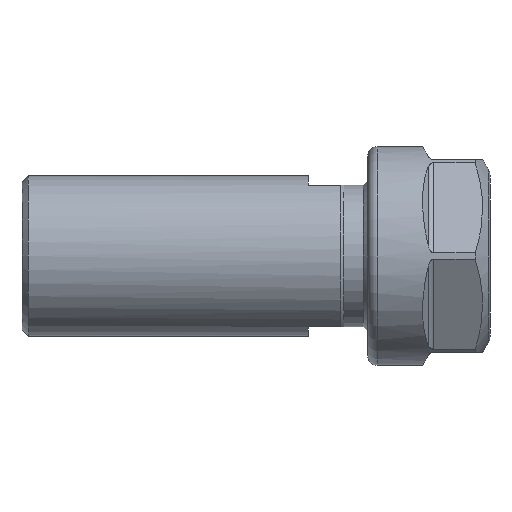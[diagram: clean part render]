
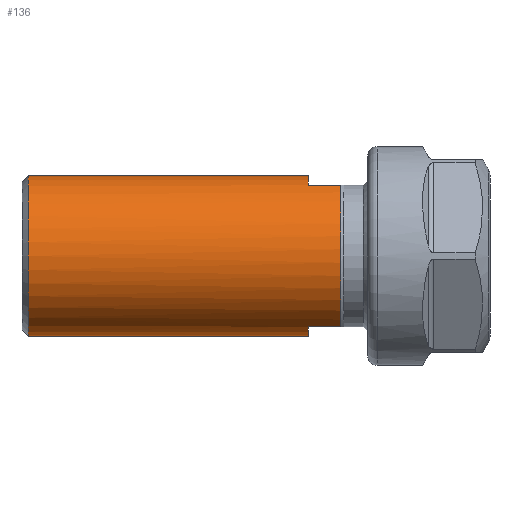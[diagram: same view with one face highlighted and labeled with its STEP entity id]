
A CAD part, front view. The second image highlights one B-rep face of the part: STEP entity #136.
In plain terms, the highlighted cylindrical face has radius 12.5 mm (diameter 25 mm), a partial arc.
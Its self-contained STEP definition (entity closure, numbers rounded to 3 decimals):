
#136 = ADVANCED_FACE ( 'NONE', ( #4210 ), #4185, .T. ) ;
#394 = VERTEX_POINT ( 'NONE', #10692 ) ;
#397 = VERTEX_POINT ( 'NONE', #10690 ) ;
#443 = VERTEX_POINT ( 'NONE', #10768 ) ;
#460 = VERTEX_POINT ( 'NONE', #10834 ) ;
#466 = VERTEX_POINT ( 'NONE', #10790 ) ;
#475 = VERTEX_POINT ( 'NONE', #10792 ) ;
#509 = VERTEX_POINT ( 'NONE', #10900 ) ;
#511 = VERTEX_POINT ( 'NONE', #10884 ) ;
#709 = EDGE_CURVE ( 'NONE', #397, #475, #6542, .T. ) ;
#723 = EDGE_CURVE ( 'NONE', #466, #475, #6526, .T. ) ;
#738 = EDGE_CURVE ( 'NONE', #443, #460, #6536, .T. ) ;
#739 = EDGE_CURVE ( 'NONE', #397, #511, #6537, .T. ) ;
#745 = EDGE_CURVE ( 'NONE', #460, #511, #6505, .T. ) ;
#763 = EDGE_CURVE ( 'NONE', #394, #466, #1471, .T. ) ;
#771 = EDGE_CURVE ( 'NONE', #509, #394, #1400, .T. ) ;
#773 = EDGE_CURVE ( 'NONE', #509, #443, #1399, .T. ) ;
#1399 = LINE ( 'NONE', #8768, #1402 ) ;
#1400 = CIRCLE ( 'NONE', #6697, 12.5 ) ;
#1402 = VECTOR ( 'NONE', #8755, 1000. ) ;
#1461 = VECTOR ( 'NONE', #8527, 1000. ) ;
#1471 = LINE ( 'NONE', #8497, #1461 ) ;
#1596 = AXIS2_PLACEMENT_3D ( 'NONE', #2805, #2782, #2792 ) ;
#1927 = EDGE_LOOP ( 'NONE', ( #1999, #2040, #2053, #2058, #2106, #2072, #2042, #2091 ) ) ;
#1999 = ORIENTED_EDGE ( 'NONE', *, *, #763, .F. ) ;
#2040 = ORIENTED_EDGE ( 'NONE', *, *, #771, .F. ) ;
#2042 = ORIENTED_EDGE ( 'NONE', *, *, #709, .T. ) ;
#2053 = ORIENTED_EDGE ( 'NONE', *, *, #773, .T. ) ;
#2058 = ORIENTED_EDGE ( 'NONE', *, *, #738, .T. ) ;
#2072 = ORIENTED_EDGE ( 'NONE', *, *, #739, .F. ) ;
#2091 = ORIENTED_EDGE ( 'NONE', *, *, #723, .F. ) ;
#2106 = ORIENTED_EDGE ( 'NONE', *, *, #745, .T. ) ;
#2782 = DIRECTION ( 'NONE',  ( -1., 0., 0. ) ) ;
#2792 = DIRECTION ( 'NONE',  ( 0., 0., 1. ) ) ;
#2805 = CARTESIAN_POINT ( 'NONE',  ( -45.243, 0., 0. ) ) ;
#4185 = CYLINDRICAL_SURFACE ( 'NONE', #1596, 12.5 ) ;
#4210 = FACE_OUTER_BOUND ( 'NONE', #1927, .T. ) ;
#6505 = LINE ( 'NONE', #8128, #6627 ) ;
#6513 = VECTOR ( 'NONE', #7520, 1000. ) ;
#6526 = CIRCLE ( 'NONE', #6689, 12.5 ) ;
#6536 = CIRCLE ( 'NONE', #6675, 12.5 ) ;
#6537 = CIRCLE ( 'NONE', #6682, 12.5 ) ;
#6542 = LINE ( 'NONE', #7537, #6513 ) ;
#6627 = VECTOR ( 'NONE', #8103, 1000. ) ;
#6675 = AXIS2_PLACEMENT_3D ( 'NONE', #7999, #7948, #7974 ) ;
#6682 = AXIS2_PLACEMENT_3D ( 'NONE', #7951, #7983, #7975 ) ;
#6689 = AXIS2_PLACEMENT_3D ( 'NONE', #7598, #7569, #7611 ) ;
#6697 = AXIS2_PLACEMENT_3D ( 'NONE', #8738, #8796, #8799 ) ;
#7520 = DIRECTION ( 'NONE',  ( -1., 0., 0. ) ) ;
#7537 = CARTESIAN_POINT ( 'NONE',  ( -45.243, 0., 12.5 ) ) ;
#7569 = DIRECTION ( 'NONE',  ( -1., 0., 0. ) ) ;
#7598 = CARTESIAN_POINT ( 'NONE',  ( 1., 0., 0. ) ) ;
#7611 = DIRECTION ( 'NONE',  ( 0., 0., 1. ) ) ;
#7948 = DIRECTION ( 'NONE',  ( -1., 0., 0. ) ) ;
#7951 = CARTESIAN_POINT ( 'NONE',  ( 44.5, 0., 0. ) ) ;
#7974 = DIRECTION ( 'NONE',  ( 0., 0., 1. ) ) ;
#7975 = DIRECTION ( 'NONE',  ( 0., 0., -1. ) ) ;
#7983 = DIRECTION ( 'NONE',  ( 1., 0., 0. ) ) ;
#7999 = CARTESIAN_POINT ( 'NONE',  ( 49.5, 0., 0. ) ) ;
#8103 = DIRECTION ( 'NONE',  ( -1., 0., 0. ) ) ;
#8128 = CARTESIAN_POINT ( 'NONE',  ( -45.243, -5.937, 11. ) ) ;
#8497 = CARTESIAN_POINT ( 'NONE',  ( -45.243, 0., -12.5 ) ) ;
#8527 = DIRECTION ( 'NONE',  ( -1., 0., 0. ) ) ;
#8738 = CARTESIAN_POINT ( 'NONE',  ( 44.5, 0., 0. ) ) ;
#8755 = DIRECTION ( 'NONE',  ( 1., 0., 0. ) ) ;
#8768 = CARTESIAN_POINT ( 'NONE',  ( -45.243, -5.937, -11. ) ) ;
#8796 = DIRECTION ( 'NONE',  ( 1., 0., 0. ) ) ;
#8799 = DIRECTION ( 'NONE',  ( 0., 0., -1. ) ) ;
#10690 = CARTESIAN_POINT ( 'NONE',  ( 44.5, 0., 12.5 ) ) ;
#10692 = CARTESIAN_POINT ( 'NONE',  ( 44.5, 0., -12.5 ) ) ;
#10768 = CARTESIAN_POINT ( 'NONE',  ( 49.5, -5.937, -11. ) ) ;
#10790 = CARTESIAN_POINT ( 'NONE',  ( 1., 0., -12.5 ) ) ;
#10792 = CARTESIAN_POINT ( 'NONE',  ( 1., 0., 12.5 ) ) ;
#10834 = CARTESIAN_POINT ( 'NONE',  ( 49.5, -5.937, 11. ) ) ;
#10884 = CARTESIAN_POINT ( 'NONE',  ( 44.5, -5.937, 11. ) ) ;
#10900 = CARTESIAN_POINT ( 'NONE',  ( 44.5, -5.937, -11. ) ) ;
